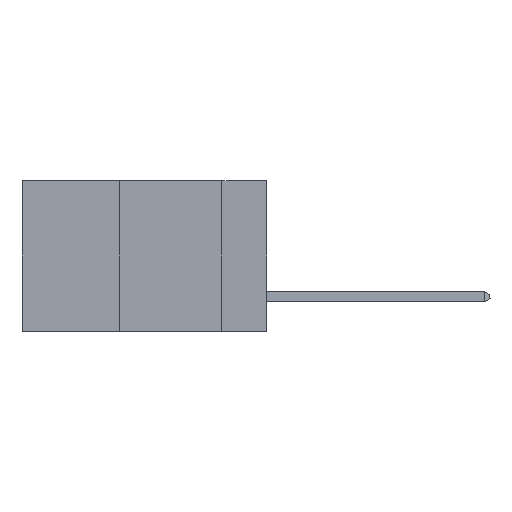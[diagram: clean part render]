
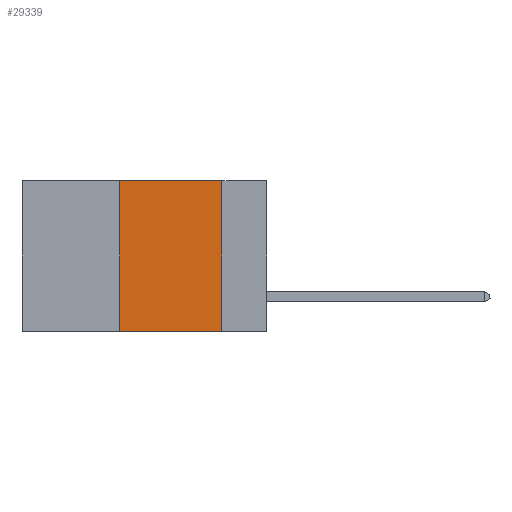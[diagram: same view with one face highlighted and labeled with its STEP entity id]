
A CAD part, left-side view. The second image highlights one B-rep face of the part: STEP entity #29339.
In plain terms, the highlighted planar face has unit normal (-1, 0, 0).
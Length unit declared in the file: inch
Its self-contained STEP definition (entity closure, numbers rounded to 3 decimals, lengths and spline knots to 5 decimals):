
#128 = ORIENTED_EDGE ( 'NONE', *, *, #35716, .F. ) ;
#909 = DIRECTION ( 'NONE',  ( 0., 0., 1. ) ) ;
#1105 = CARTESIAN_POINT ( 'NONE',  ( 0., 0.11, 0. ) ) ;
#1120 = ORIENTED_EDGE ( 'NONE', *, *, #24259, .T. ) ;
#3379 = CARTESIAN_POINT ( 'NONE',  ( 0., 0.36, 0. ) ) ;
#5291 = LINE ( 'NONE', #18389, #7040 ) ;
#5421 = PLANE ( 'NONE',  #10509 ) ;
#7040 = VECTOR ( 'NONE', #29323, 39.37008 ) ;
#7138 = VERTEX_POINT ( 'NONE', #1105 ) ;
#10120 = ORIENTED_EDGE ( 'NONE', *, *, #29259, .F. ) ;
#10268 = DIRECTION ( 'NONE',  ( 0., -1., 0. ) ) ;
#10416 = FACE_OUTER_BOUND ( 'NONE', #11975, .T. ) ;
#10509 = AXIS2_PLACEMENT_3D ( 'NONE', #19433, #13405, #19548 ) ;
#11661 = EDGE_CURVE ( 'NONE', #24204, #17984, #29452, .T. ) ;
#11750 = ORIENTED_EDGE ( 'NONE', *, *, #11661, .F. ) ;
#11975 = EDGE_LOOP ( 'NONE', ( #128, #10120, #11750, #1120 ) ) ;
#12531 = LINE ( 'NONE', #26745, #23053 ) ;
#13073 = CARTESIAN_POINT ( 'NONE',  ( 0., 0.11, 0. ) ) ;
#13405 = DIRECTION ( 'NONE',  ( 1., 0., 0. ) ) ;
#17984 = VERTEX_POINT ( 'NONE', #32401 ) ;
#18267 = CARTESIAN_POINT ( 'NONE',  ( 0., 0.36, -0.37 ) ) ;
#18389 = CARTESIAN_POINT ( 'NONE',  ( 0., 0.6, -0.37 ) ) ;
#19433 = CARTESIAN_POINT ( 'NONE',  ( 0., 0.6, 0. ) ) ;
#19548 = DIRECTION ( 'NONE',  ( 0., 0., -1. ) ) ;
#20770 = VECTOR ( 'NONE', #32491, 39.37008 ) ;
#22024 = VERTEX_POINT ( 'NONE', #24841 ) ;
#23053 = VECTOR ( 'NONE', #10268, 39.37008 ) ;
#24204 = VERTEX_POINT ( 'NONE', #18267 ) ;
#24259 = EDGE_CURVE ( 'NONE', #24204, #22024, #5291, .T. ) ;
#24841 = CARTESIAN_POINT ( 'NONE',  ( 0., 0.11, -0.37 ) ) ;
#26745 = CARTESIAN_POINT ( 'NONE',  ( 0., 0.6, 0. ) ) ;
#28104 = LINE ( 'NONE', #13073, #20770 ) ;
#29024 = VECTOR ( 'NONE', #909, 39.37008 ) ;
#29259 = EDGE_CURVE ( 'NONE', #17984, #7138, #12531, .T. ) ;
#29323 = DIRECTION ( 'NONE',  ( 0., -1., 0. ) ) ;
#29339 = ADVANCED_FACE ( 'NONE', ( #10416 ), #5421, .F. ) ;
#29452 = LINE ( 'NONE', #3379, #29024 ) ;
#32401 = CARTESIAN_POINT ( 'NONE',  ( 0., 0.36, 0. ) ) ;
#32491 = DIRECTION ( 'NONE',  ( 0., 0., -1. ) ) ;
#35716 = EDGE_CURVE ( 'NONE', #7138, #22024, #28104, .T. ) ;
